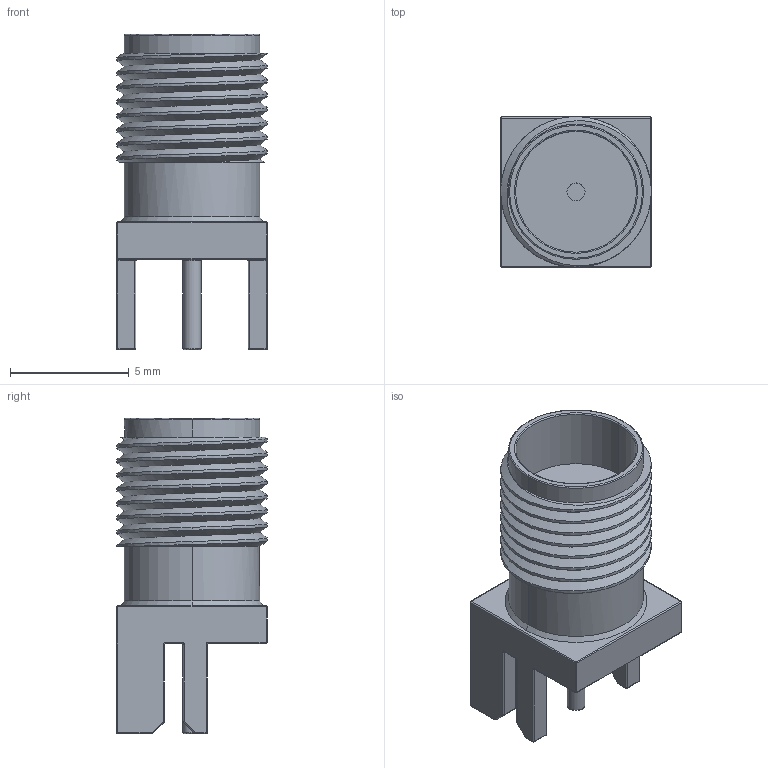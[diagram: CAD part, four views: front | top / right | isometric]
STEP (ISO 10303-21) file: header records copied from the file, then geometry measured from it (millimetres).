
FILE_DESCRIPTION (( 'STEP AP214' ), '1' );
FILE_NAME ('SMA_Edge_Mount.STEP', '2023-10-11T07:19:43', ( '' ), ( '' ), 'SwSTEP 2.0', 'SolidWorks 2023', '' );
FILE_SCHEMA (( 'AUTOMOTIVE_DESIGN' ));
Length unit declared in the file: millimetre
Products named in the file (1): SMA_Edge_Mount
Bounding box: 6.35 x 6.35 x 13.3 mm (x, y, z)
Volume: 248.2 mm3; surface area: 448.5 mm2
Topology: 1 solids, 1 shells, 179 faces, 409 edges, 214 vertices
Faces by surface type: cylinder 93, plane 30, sphere 30, torus 22, cone 2, bspline 2
Entity records: 5607 total; most frequent: CARTESIAN_POINT 1709, DIRECTION 894, ORIENTED_EDGE 774, EDGE_CURVE 387, AXIS2_PLACEMENT_3D 367, VERTEX_POINT 214, CIRCLE 189, EDGE_LOOP 183
